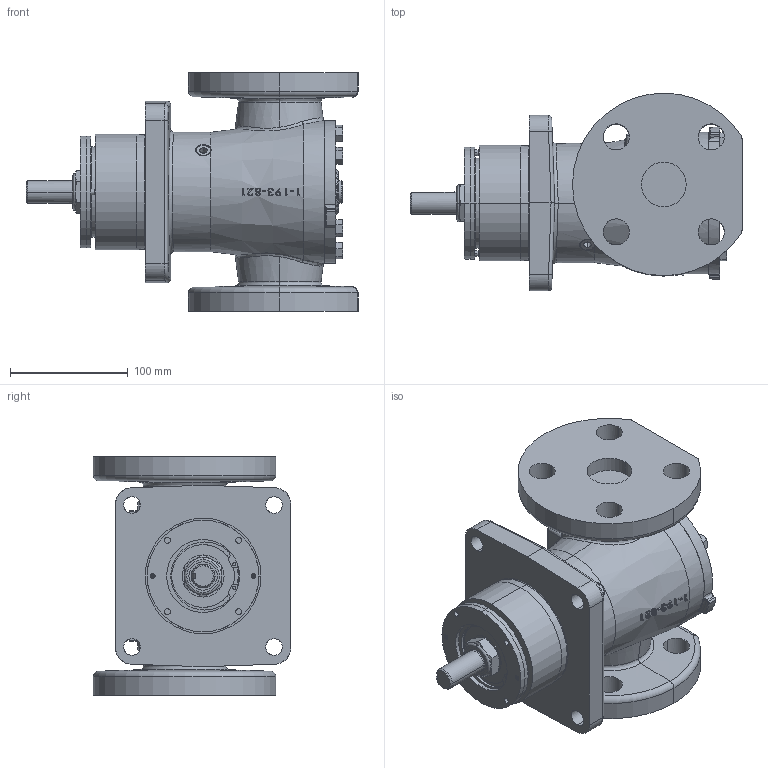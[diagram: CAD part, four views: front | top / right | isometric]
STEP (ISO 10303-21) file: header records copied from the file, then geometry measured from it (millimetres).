
FILE_DESCRIPTION (( 'STEP AP214' ), '1' );
FILE_NAME ('HV-3785.STEP', '2019-05-24T18:39:26', ( '' ), ( '' ), 'SwSTEP 2.0', 'SolidWorks 2018', '' );
FILE_SCHEMA (( 'AUTOMOTIVE_DESIGN' ));
Length unit declared in the file: inch
Products named in the file (1): HV-3785
Bounding box: 282.54 x 168.08 x 203.2 mm (x, y, z)
Volume: 3149836 mm3; surface area: 243777.3 mm2
Topology: 1 solids, 1 shells, 1466 faces, 3645 edges, 2327 vertices
Faces by surface type: plane 737, bspline 353, cone 154, cylinder 153, torus 54, sphere 15
Entity records: 78848 total; most frequent: CARTESIAN_POINT 34793, ORIENTED_EDGE 7262, DIRECTION 5578, EDGE_CURVE 3631, VERTEX_POINT 2326, VECTOR 2038, LINE 2038, AXIS2_PLACEMENT_3D 1770
